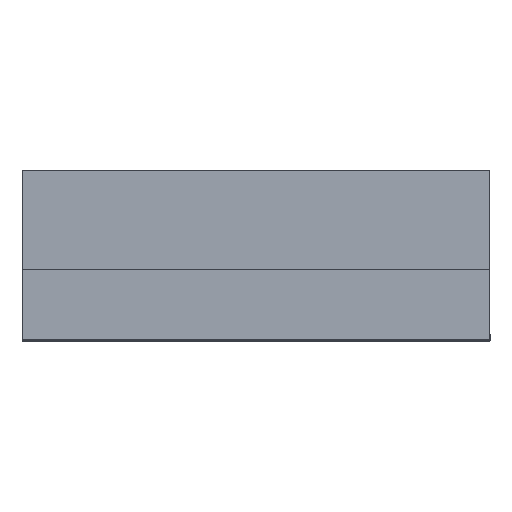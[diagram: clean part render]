
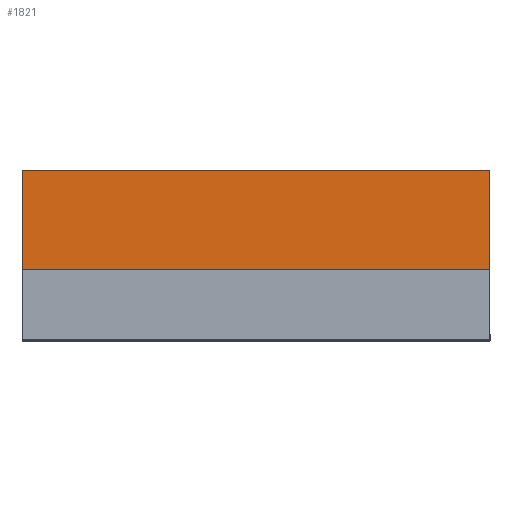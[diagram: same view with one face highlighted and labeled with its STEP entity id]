
A CAD part, top view. The second image highlights one B-rep face of the part: STEP entity #1821.
In plain terms, the highlighted planar face has unit normal (0, 0, 1).
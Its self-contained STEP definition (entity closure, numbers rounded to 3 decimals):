
#14 = DIRECTION ( 'NONE',  ( 1., 0., 0. ) ) ;
#48 = LINE ( 'NONE', #76, #1923 ) ;
#76 = CARTESIAN_POINT ( 'NONE',  ( -0.4, 0.28, 0.575 ) ) ;
#105 = CARTESIAN_POINT ( 'NONE',  ( -0.4, 0.28, 0.575 ) ) ;
#118 = EDGE_CURVE ( 'NONE', #1730, #1712, #1386, .T. ) ;
#247 = EDGE_CURVE ( 'NONE', #1712, #260, #569, .T. ) ;
#260 = VERTEX_POINT ( 'NONE', #1500 ) ;
#409 = FACE_OUTER_BOUND ( 'NONE', #1715, .T. ) ;
#524 = EDGE_CURVE ( 'NONE', #1730, #531, #48, .T. ) ;
#531 = VERTEX_POINT ( 'NONE', #1717 ) ;
#569 = LINE ( 'NONE', #948, #1721 ) ;
#734 = CARTESIAN_POINT ( 'NONE',  ( 0.4, 0.28, 0.575 ) ) ;
#740 = PLANE ( 'NONE',  #1982 ) ;
#819 = ORIENTED_EDGE ( 'NONE', *, *, #524, .F. ) ;
#945 = ORIENTED_EDGE ( 'NONE', *, *, #1018, .F. ) ;
#948 = CARTESIAN_POINT ( 'NONE',  ( -0.4, 0.1, 0.575 ) ) ;
#1018 = EDGE_CURVE ( 'NONE', #531, #260, #2168, .T. ) ;
#1113 = VECTOR ( 'NONE', #1739, 1000. ) ;
#1278 = DIRECTION ( 'NONE',  ( 0., 0., -1. ) ) ;
#1308 = ORIENTED_EDGE ( 'NONE', *, *, #247, .T. ) ;
#1328 = DIRECTION ( 'NONE',  ( 1., 0., 0. ) ) ;
#1386 = LINE ( 'NONE', #105, #1113 ) ;
#1500 = CARTESIAN_POINT ( 'NONE',  ( 0.4, 0.1, 0.575 ) ) ;
#1663 = DIRECTION ( 'NONE',  ( 0., -1., 0. ) ) ;
#1712 = VERTEX_POINT ( 'NONE', #2303 ) ;
#1715 = EDGE_LOOP ( 'NONE', ( #1308, #945, #819, #1862 ) ) ;
#1717 = CARTESIAN_POINT ( 'NONE',  ( 0.4, 0.28, 0.575 ) ) ;
#1721 = VECTOR ( 'NONE', #14, 1000. ) ;
#1730 = VERTEX_POINT ( 'NONE', #1969 ) ;
#1739 = DIRECTION ( 'NONE',  ( 0., -1., 0. ) ) ;
#1821 = ADVANCED_FACE ( 'NONE', ( #409 ), #740, .F. ) ;
#1862 = ORIENTED_EDGE ( 'NONE', *, *, #118, .T. ) ;
#1901 = VECTOR ( 'NONE', #1663, 1000. ) ;
#1923 = VECTOR ( 'NONE', #1328, 1000. ) ;
#1969 = CARTESIAN_POINT ( 'NONE',  ( -0.4, 0.28, 0.575 ) ) ;
#1982 = AXIS2_PLACEMENT_3D ( 'NONE', #2215, #1278, #2015 ) ;
#2015 = DIRECTION ( 'NONE',  ( -1., 0., 0. ) ) ;
#2168 = LINE ( 'NONE', #734, #1901 ) ;
#2215 = CARTESIAN_POINT ( 'NONE',  ( -0.4, 0.28, 0.575 ) ) ;
#2303 = CARTESIAN_POINT ( 'NONE',  ( -0.4, 0.1, 0.575 ) ) ;
